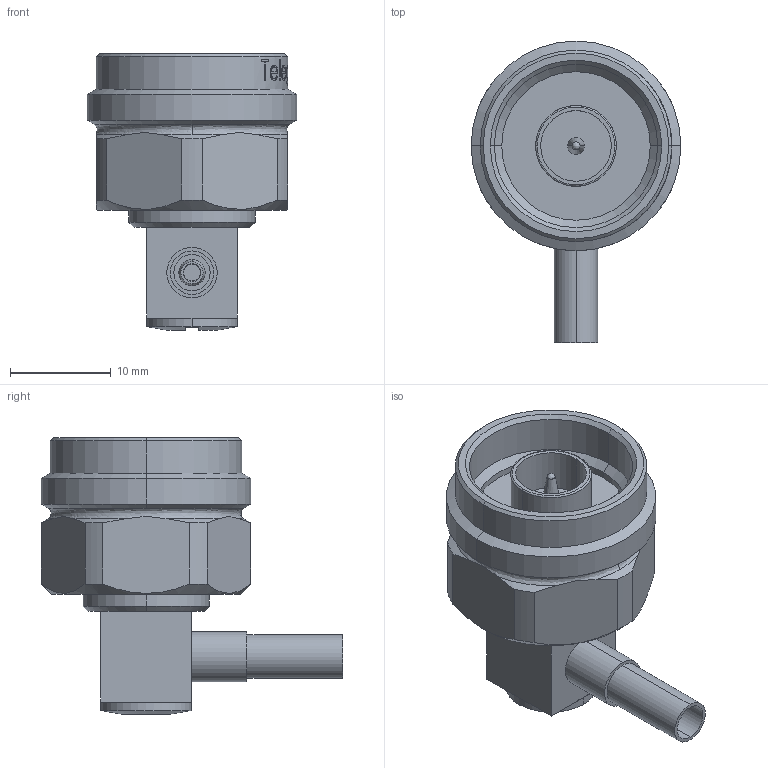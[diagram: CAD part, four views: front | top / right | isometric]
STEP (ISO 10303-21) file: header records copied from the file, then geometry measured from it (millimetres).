
FILE_DESCRIPTION (( 'STEP AP214' ), '1' );
FILE_NAME ('J01020A0039.STEP', '2011-10-12T14:36:34', ( 'markiewicz' ), ( '' ), 'SwSTEP 2.0', 'SolidWorks 2011', '' );
FILE_SCHEMA (( 'AUTOMOTIVE_DESIGN' ));
Length unit declared in the file: millimetre
Products named in the file (1): J01020A0039
Bounding box: 20.8 x 29.9 x 27.4 mm (x, y, z)
Volume: 4874 mm3; surface area: 2841.4 mm2
Topology: 1 solids, 1 shells, 266 faces, 667 edges, 432 vertices
Faces by surface type: plane 95, bspline 88, cylinder 55, cone 28
Entity records: 21903 total; most frequent: CARTESIAN_POINT 13075, ORIENTED_EDGE 1334, DIRECTION 1003, EDGE_CURVE 667, VERTEX_POINT 432, AXIS2_PLACEMENT_3D 357, EDGE_LOOP 295, VECTOR 289
